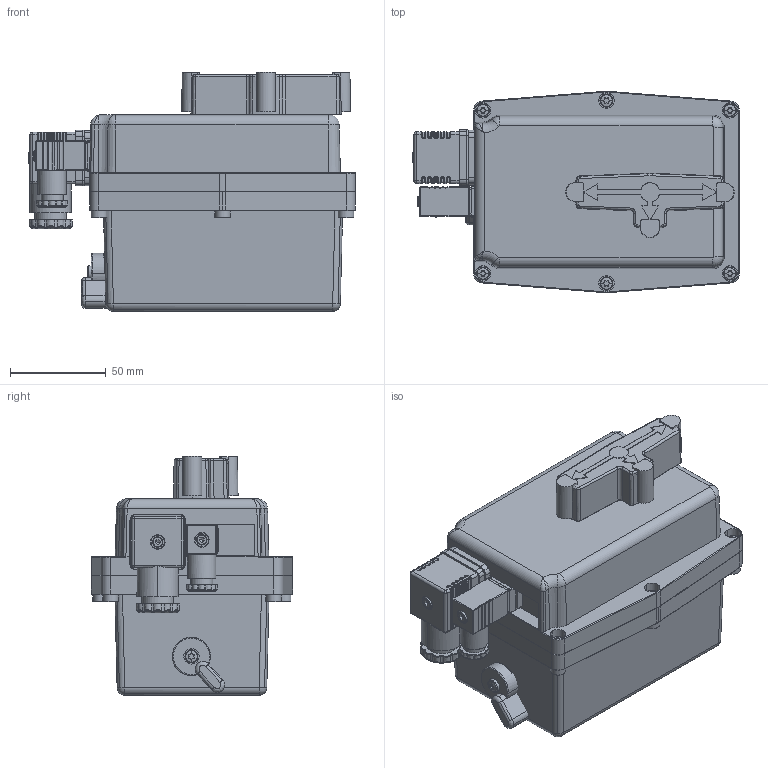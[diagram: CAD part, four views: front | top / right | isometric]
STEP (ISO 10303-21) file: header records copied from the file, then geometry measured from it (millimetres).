
FILE_DESCRIPTION(('HOOPS Exchange Step'),'2;1');
FILE_NAME('AN01_H10.stp','2025-03-05T09:29:23+01:00',('nieru'),('Unknown organisation'),'HOOPS Exchange 2024.2','HOOPS Exchange','Unknown authorisation');
FILE_SCHEMA( ('AP203_CONFIGURATION_CONTROLLED_3D_DESIGN_OF_MECHANICAL_PARTS_AND_ASSEMBLIES_MIM_LF') );
Length unit declared in the file: millimetre
Products named in the file (2): 0; root
Assembly tree (1 placements, depth 2):
  root
    0
Bounding box: 170.79 x 105.22 x 124.99 mm (x, y, z)
Volume: 1139666.2 mm3; surface area: 160620.5 mm2
Topology: 39 solids, 39 shells, 2093 faces, 5201 edges, 3199 vertices
Faces by surface type: cylinder 798, plane 487, bspline 356, torus 349, cone 55, sphere 40, offset 8
Full cylindrical faces by diameter (mm): 3.5 x6, 7 x1, 7.825 x1, 8 x6, 11 x1, 11.516 x1, 14.894 x1, 16.1 x1, 16.5 x1, 57.162 x1, 61 x1
Entity records: 109088 total; most frequent: CARTESIAN_POINT 62208, ORIENTED_EDGE 10350, DIRECTION 8934, EDGE_CURVE 5175, AXIS2_PLACEMENT_3D 3565, VERTEX_POINT 3199, EDGE_LOOP 2182, FACE_BOUND 2182
